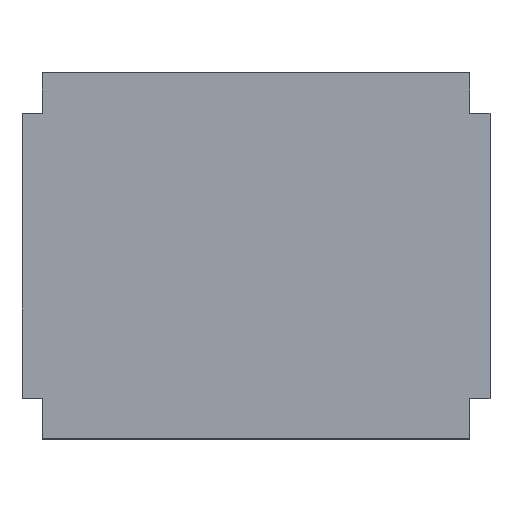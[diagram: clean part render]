
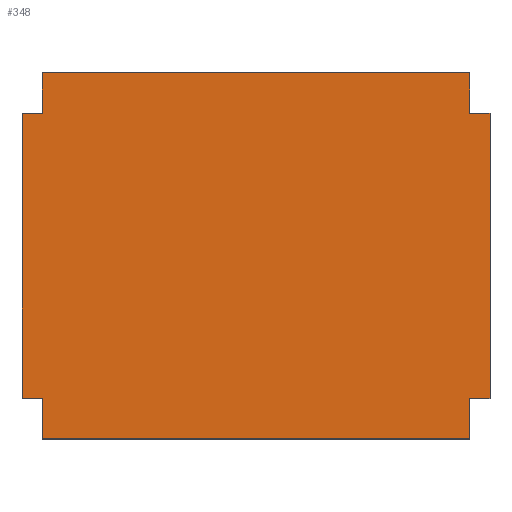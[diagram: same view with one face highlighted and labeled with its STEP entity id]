
A CAD part, top view. The second image highlights one B-rep face of the part: STEP entity #348.
In plain terms, the highlighted planar face has unit normal (0, 0, 1).
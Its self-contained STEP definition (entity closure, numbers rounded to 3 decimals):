
#22=FACE_OUTER_BOUND('',#40,.T.);
#40=EDGE_LOOP('',(#263,#264,#265,#266,#267,#268,#269,#270,#271,#272,#273,
#274));
#64=LINE('',#507,#112);
#66=LINE('',#511,#114);
#68=LINE('',#515,#116);
#71=LINE('',#521,#119);
#73=LINE('',#525,#121);
#75=LINE('',#529,#123);
#77=LINE('',#533,#125);
#78=LINE('',#535,#126);
#79=LINE('',#537,#127);
#80=LINE('',#538,#128);
#81=LINE('',#540,#129);
#82=LINE('',#541,#130);
#112=VECTOR('',#410,10.);
#114=VECTOR('',#414,10.);
#116=VECTOR('',#418,10.);
#119=VECTOR('',#423,10.);
#121=VECTOR('',#427,10.);
#123=VECTOR('',#431,10.);
#125=VECTOR('',#435,10.);
#126=VECTOR('',#436,10.);
#127=VECTOR('',#437,10.);
#128=VECTOR('',#438,10.);
#129=VECTOR('',#439,10.);
#130=VECTOR('',#440,10.);
#159=VERTEX_POINT('',#504);
#160=VERTEX_POINT('',#506);
#161=VERTEX_POINT('',#510);
#162=VERTEX_POINT('',#514);
#163=VERTEX_POINT('',#518);
#164=VERTEX_POINT('',#520);
#165=VERTEX_POINT('',#524);
#166=VERTEX_POINT('',#528);
#167=VERTEX_POINT('',#532);
#168=VERTEX_POINT('',#534);
#169=VERTEX_POINT('',#536);
#170=VERTEX_POINT('',#539);
#192=EDGE_CURVE('',#160,#159,#64,.T.);
#194=EDGE_CURVE('',#161,#160,#66,.T.);
#196=EDGE_CURVE('',#162,#161,#68,.T.);
#199=EDGE_CURVE('',#164,#163,#71,.T.);
#201=EDGE_CURVE('',#165,#164,#73,.T.);
#203=EDGE_CURVE('',#166,#165,#75,.T.);
#205=EDGE_CURVE('',#167,#166,#77,.T.);
#206=EDGE_CURVE('',#163,#168,#78,.T.);
#207=EDGE_CURVE('',#168,#169,#79,.T.);
#208=EDGE_CURVE('',#169,#162,#80,.T.);
#209=EDGE_CURVE('',#159,#170,#81,.T.);
#210=EDGE_CURVE('',#170,#167,#82,.T.);
#263=ORIENTED_EDGE('',*,*,#205,.T.);
#264=ORIENTED_EDGE('',*,*,#203,.T.);
#265=ORIENTED_EDGE('',*,*,#201,.T.);
#266=ORIENTED_EDGE('',*,*,#199,.T.);
#267=ORIENTED_EDGE('',*,*,#206,.T.);
#268=ORIENTED_EDGE('',*,*,#207,.T.);
#269=ORIENTED_EDGE('',*,*,#208,.T.);
#270=ORIENTED_EDGE('',*,*,#196,.T.);
#271=ORIENTED_EDGE('',*,*,#194,.T.);
#272=ORIENTED_EDGE('',*,*,#192,.T.);
#273=ORIENTED_EDGE('',*,*,#209,.T.);
#274=ORIENTED_EDGE('',*,*,#210,.T.);
#330=PLANE('',#380);
#348=ADVANCED_FACE('',(#22),#330,.T.);
#380=AXIS2_PLACEMENT_3D('',#531,#433,#434);
#410=DIRECTION('',(0.,1.,0.));
#414=DIRECTION('',(1.,0.,0.));
#418=DIRECTION('',(0.,-1.,0.));
#423=DIRECTION('',(0.,-1.,0.));
#427=DIRECTION('',(-1.,0.,0.));
#431=DIRECTION('',(0.,1.,0.));
#433=DIRECTION('center_axis',(0.,0.,1.));
#434=DIRECTION('ref_axis',(1.,0.,0.));
#435=DIRECTION('',(-1.,0.,0.));
#436=DIRECTION('',(-1.,0.,0.));
#437=DIRECTION('',(0.,-1.,0.));
#438=DIRECTION('',(1.,0.,0.));
#439=DIRECTION('',(1.,0.,0.));
#440=DIRECTION('',(0.,1.,0.));
#504=CARTESIAN_POINT('',(1.05,-0.7,1.));
#506=CARTESIAN_POINT('',(1.05,-0.9,1.));
#507=CARTESIAN_POINT('',(1.05,-0.45,1.));
#510=CARTESIAN_POINT('',(-1.05,-0.9,1.));
#511=CARTESIAN_POINT('',(-0.525,-0.9,1.));
#514=CARTESIAN_POINT('',(-1.05,-0.7,1.));
#515=CARTESIAN_POINT('',(-1.05,-0.35,1.));
#518=CARTESIAN_POINT('',(-1.05,0.7,1.));
#520=CARTESIAN_POINT('',(-1.05,0.9,1.));
#521=CARTESIAN_POINT('',(-1.05,0.45,1.));
#524=CARTESIAN_POINT('',(1.05,0.9,1.));
#525=CARTESIAN_POINT('',(0.525,0.9,1.));
#528=CARTESIAN_POINT('',(1.05,0.7,1.));
#529=CARTESIAN_POINT('',(1.05,0.35,1.));
#531=CARTESIAN_POINT('Origin',(0.,0.,
1.));
#532=CARTESIAN_POINT('',(1.15,0.7,1.));
#533=CARTESIAN_POINT('',(0.575,0.7,1.));
#534=CARTESIAN_POINT('',(-1.15,0.7,1.));
#535=CARTESIAN_POINT('',(-0.525,0.7,1.));
#536=CARTESIAN_POINT('',(-1.15,-0.7,1.));
#537=CARTESIAN_POINT('',(-1.15,0.35,1.));
#538=CARTESIAN_POINT('',(-0.575,-0.7,1.));
#539=CARTESIAN_POINT('',(1.15,-0.7,1.));
#540=CARTESIAN_POINT('',(0.525,-0.7,1.));
#541=CARTESIAN_POINT('',(1.15,-0.35,1.));
